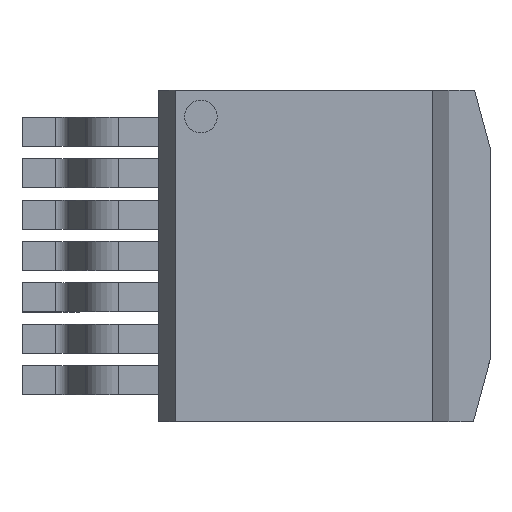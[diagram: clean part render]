
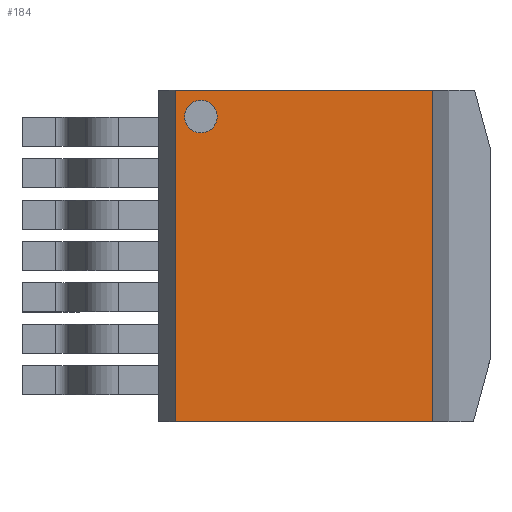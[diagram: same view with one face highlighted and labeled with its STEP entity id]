
A CAD part, top view. The second image highlights one B-rep face of the part: STEP entity #184.
In plain terms, the highlighted planar face has unit normal (0, 0, 1).
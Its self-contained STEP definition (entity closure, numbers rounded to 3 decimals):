
#72=CARTESIAN_POINT('',(-1.138,4.27,4.572));
#73=VERTEX_POINT('',#72);
#89=CARTESIAN_POINT('',(-2.138,4.27,4.572));
#90=VERTEX_POINT('',#89);
#97=CARTESIAN_POINT('',(-1.638,4.27,4.572));
#98=DIRECTION('',(0.0,0.0,-1.0));
#99=DIRECTION('',(1.0,0.0,0.0));
#100=AXIS2_PLACEMENT_3D('',#97,#98,#99);
#101=CIRCLE('',#100,0.5);
#102=EDGE_CURVE('',#73,#90,#101,.T.);
#113=CARTESIAN_POINT('',(-1.638,4.27,4.572));
#114=DIRECTION('',(0.0,0.0,-1.0));
#115=DIRECTION('',(1.0,0.0,0.0));
#116=AXIS2_PLACEMENT_3D('',#113,#114,#115);
#117=CIRCLE('',#116,0.5);
#118=EDGE_CURVE('',#90,#73,#117,.T.);
#141=CARTESIAN_POINT('',(-1.938,4.27,4.572));
#142=DIRECTION('',(0.0,0.0,1.0));
#143=DIRECTION('',(1.0,0.0,0.0));
#144=AXIS2_PLACEMENT_3D('',#141,#142,#143);
#145=PLANE('',#144);
#146=CARTESIAN_POINT('',(-2.428,5.08,4.572));
#147=VERTEX_POINT('',#146);
#148=CARTESIAN_POINT('',(-2.428,-5.08,4.572));
#149=VERTEX_POINT('',#148);
#150=CARTESIAN_POINT('',(-2.428,5.08,4.572));
#151=DIRECTION('',(0.0,-1.0,0.0));
#152=VECTOR('',#151,10.16);
#153=LINE('',#150,#152);
#154=EDGE_CURVE('',#147,#149,#153,.T.);
#155=ORIENTED_EDGE('',*,*,#154,.T.);
#156=CARTESIAN_POINT('',(5.462,-5.08,4.572));
#157=VERTEX_POINT('',#156);
#158=CARTESIAN_POINT('',(5.462,-5.08,4.572));
#159=DIRECTION('',(-1.0,0.0,0.0));
#160=VECTOR('',#159,7.89);
#161=LINE('',#158,#160);
#162=EDGE_CURVE('',#157,#149,#161,.T.);
#163=ORIENTED_EDGE('',*,*,#162,.F.);
#164=CARTESIAN_POINT('',(5.462,5.08,4.572));
#165=VERTEX_POINT('',#164);
#166=CARTESIAN_POINT('',(5.462,5.08,4.572));
#167=DIRECTION('',(0.0,-1.0,0.0));
#168=VECTOR('',#167,10.16);
#169=LINE('',#166,#168);
#170=EDGE_CURVE('',#165,#157,#169,.T.);
#171=ORIENTED_EDGE('',*,*,#170,.F.);
#172=CARTESIAN_POINT('',(-2.428,5.08,4.572));
#173=DIRECTION('',(1.0,0.0,0.0));
#174=VECTOR('',#173,7.89);
#175=LINE('',#172,#174);
#176=EDGE_CURVE('',#147,#165,#175,.T.);
#177=ORIENTED_EDGE('',*,*,#176,.F.);
#178=EDGE_LOOP('',(#155,#163,#171,#177));
#179=FACE_OUTER_BOUND('',#178,.T.);
#180=ORIENTED_EDGE('',*,*,#102,.T.);
#181=ORIENTED_EDGE('',*,*,#118,.T.);
#182=EDGE_LOOP('',(#180,#181));
#183=FACE_BOUND('',#182,.T.);
#184=ADVANCED_FACE('',(#179,#183),#145,.T.);
